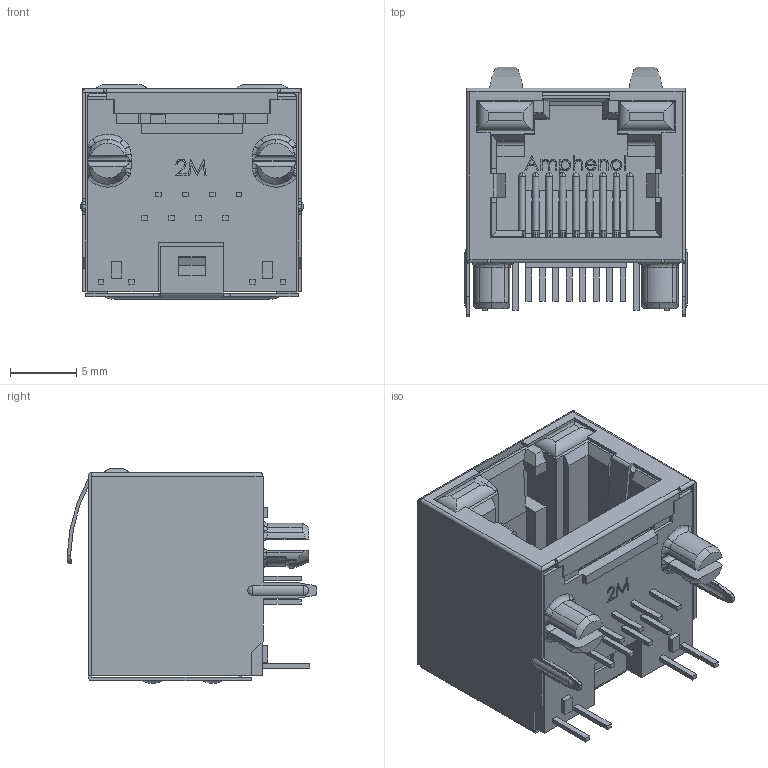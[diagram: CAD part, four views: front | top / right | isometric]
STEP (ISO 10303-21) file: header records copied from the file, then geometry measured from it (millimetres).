
FILE_DESCRIPTION (( 'STEP AP214' ), '1' );
FILE_NAME ('M-RJHSE-X38X-REVT1.STEP', '2015-02-06T02:22:36', ( '' ), ( '' ), 'SwSTEP 2.0', 'SolidWorks 2013', '' );
FILE_SCHEMA (( 'AUTOMOTIVE_DESIGN' ));
Length unit declared in the file: millimetre
Products named in the file (1): M-RJHSE-X38X-REVT1
Bounding box: 16.83 x 18.84 x 16.2 mm (x, y, z)
Volume: 2160.7 mm3; surface area: 4121.4 mm2
Topology: 1 solids, 1 shells, 1095 faces, 3080 edges, 2022 vertices
Faces by surface type: plane 710, cylinder 218, bspline 159, cone 8
Entity records: 43474 total; most frequent: CARTESIAN_POINT 17491, ORIENTED_EDGE 6128, DIRECTION 4189, EDGE_CURVE 3064, VERTEX_POINT 2022, VECTOR 1961, LINE 1961, EDGE_LOOP 1180
